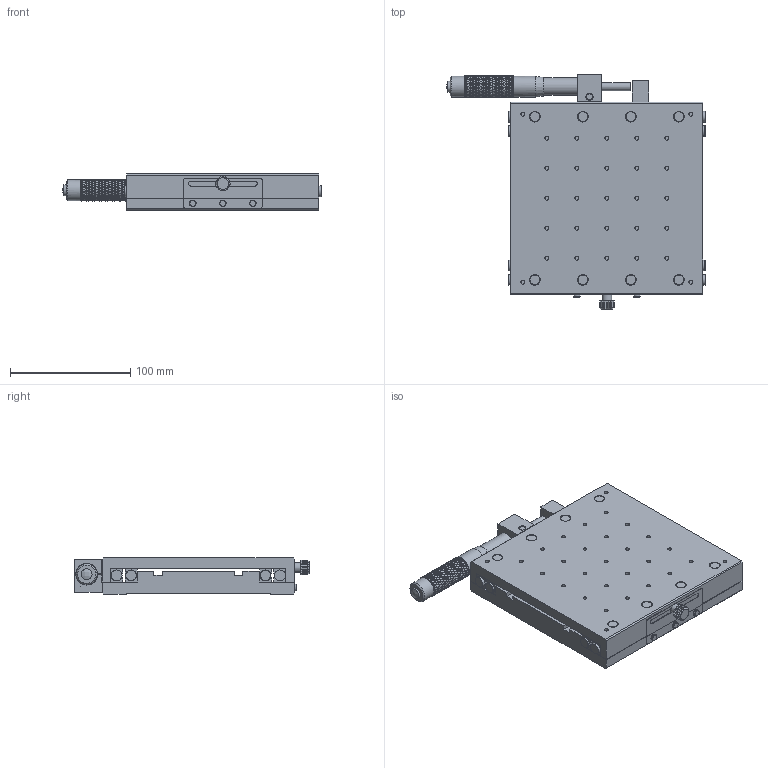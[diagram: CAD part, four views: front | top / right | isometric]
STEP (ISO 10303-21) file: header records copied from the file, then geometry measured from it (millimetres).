
FILE_DESCRIPTION (( 'STEP AP203' ), '1' );
FILE_NAME ('528853.STEP', '2024-10-16T10:02:19', ( 'Windows User' ), ( 'P R C' ), 'SwSTEP 2.0', 'SolidWorks 2020', '' );
FILE_SCHEMA (( 'CONFIG_CONTROL_DESIGN' ));
Products named in the file (1): 528853
Bounding box: 215.12 x 195.5 x 30 mm (x, y, z)
Volume: 737497.1 mm3; surface area: 154636.1 mm2
Topology: 3 solids, 3 shells, 2370 faces, 4865 edges, 2579 vertices
Faces by surface type: bspline 1509, cylinder 516, plane 315, cone 29, torus 1
Full cylindrical faces by diameter (mm): 1.338 x1, 3.24 x25, 3.242 x4, 4.5 x4, 5.5 x7, 5.9 x2, 6 x1, 6.5 x1, 7 x2, 7.3 x2, 8 x5, 8.5 x16, 8.9 x16, 9 x5, 14.6 x1, 17.3 x1, 17.318 x1
Entity records: 126773 total; most frequent: CARTESIAN_POINT 95382, ORIENTED_EDGE 9430, EDGE_CURVE 4715, DIRECTION 2901, EDGE_LOOP 2579, VERTEX_POINT 2548, FACE_OUTER_BOUND 2472, ADVANCED_FACE 2370
